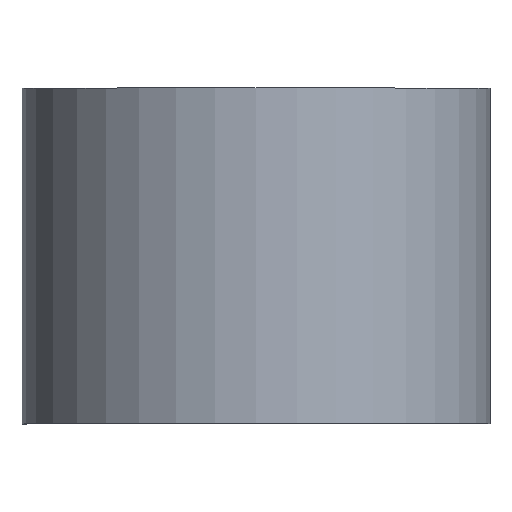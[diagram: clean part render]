
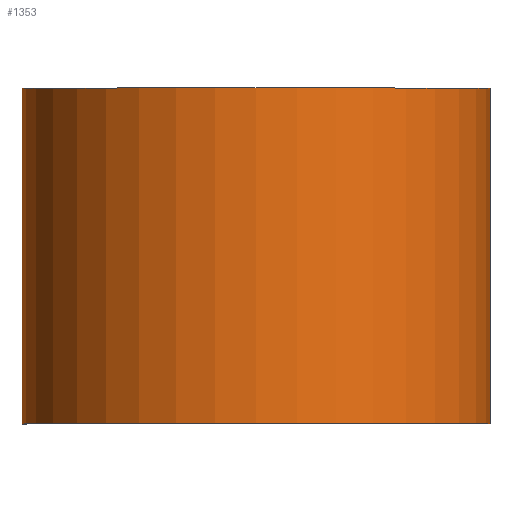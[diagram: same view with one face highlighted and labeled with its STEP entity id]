
A CAD part, top view. The second image highlights one B-rep face of the part: STEP entity #1353.
In plain terms, the highlighted cylindrical face has radius 10.47 mm (diameter 20.94 mm), a partial arc.
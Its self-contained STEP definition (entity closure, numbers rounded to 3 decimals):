
#76 = CARTESIAN_POINT ( 'NONE',  ( -0.09, 15., 0. ) ) ;
#121 = EDGE_CURVE ( 'NONE', #1251, #2373, #1718, .T. ) ;
#229 = CARTESIAN_POINT ( 'NONE',  ( 10.38, 15., 0. ) ) ;
#230 = EDGE_CURVE ( 'NONE', #1263, #688, #2030, .T. ) ;
#242 = AXIS2_PLACEMENT_3D ( 'NONE', #76, #1480, #1506 ) ;
#252 = CARTESIAN_POINT ( 'NONE',  ( -0.09, 15., 0. ) ) ;
#280 = CARTESIAN_POINT ( 'NONE',  ( -10.56, 0., 0. ) ) ;
#320 = AXIS2_PLACEMENT_3D ( 'NONE', #252, #2483, #1865 ) ;
#344 = EDGE_CURVE ( 'NONE', #1263, #1251, #1162, .T. ) ;
#404 = VECTOR ( 'NONE', #1788, 1000. ) ;
#444 = CARTESIAN_POINT ( 'NONE',  ( 10.38, 0., 0. ) ) ;
#496 = ORIENTED_EDGE ( 'NONE', *, *, #344, .T. ) ;
#688 = VERTEX_POINT ( 'NONE', #444 ) ;
#741 = EDGE_LOOP ( 'NONE', ( #2035, #2266, #496, #903 ) ) ;
#761 = AXIS2_PLACEMENT_3D ( 'NONE', #2503, #2281, #1467 ) ;
#903 = ORIENTED_EDGE ( 'NONE', *, *, #121, .T. ) ;
#928 = CYLINDRICAL_SURFACE ( 'NONE', #242, 10.47 ) ;
#1054 = CARTESIAN_POINT ( 'NONE',  ( -10.56, 15., 0. ) ) ;
#1162 = CIRCLE ( 'NONE', #320, 10.47 ) ;
#1178 = CIRCLE ( 'NONE', #761, 10.47 ) ;
#1251 = VERTEX_POINT ( 'NONE', #1054 ) ;
#1263 = VERTEX_POINT ( 'NONE', #1835 ) ;
#1319 = VECTOR ( 'NONE', #2254, 1000. ) ;
#1353 = ADVANCED_FACE ( 'NONE', ( #2103 ), #928, .T. ) ;
#1467 = DIRECTION ( 'NONE',  ( 1., 0., 0. ) ) ;
#1480 = DIRECTION ( 'NONE',  ( 0., -1., 0. ) ) ;
#1506 = DIRECTION ( 'NONE',  ( 0., 0., -1. ) ) ;
#1718 = LINE ( 'NONE', #1910, #1319 ) ;
#1788 = DIRECTION ( 'NONE',  ( 0., -1., 0. ) ) ;
#1801 = EDGE_CURVE ( 'NONE', #688, #2373, #1178, .T. ) ;
#1835 = CARTESIAN_POINT ( 'NONE',  ( 10.38, 15., 0. ) ) ;
#1865 = DIRECTION ( 'NONE',  ( 1., 0., 0. ) ) ;
#1910 = CARTESIAN_POINT ( 'NONE',  ( -10.56, 15., 0. ) ) ;
#2030 = LINE ( 'NONE', #229, #404 ) ;
#2035 = ORIENTED_EDGE ( 'NONE', *, *, #1801, .F. ) ;
#2103 = FACE_OUTER_BOUND ( 'NONE', #741, .T. ) ;
#2254 = DIRECTION ( 'NONE',  ( 0., -1., 0. ) ) ;
#2266 = ORIENTED_EDGE ( 'NONE', *, *, #230, .F. ) ;
#2281 = DIRECTION ( 'NONE',  ( 0., -1., 0. ) ) ;
#2373 = VERTEX_POINT ( 'NONE', #280 ) ;
#2483 = DIRECTION ( 'NONE',  ( 0., -1., 0. ) ) ;
#2503 = CARTESIAN_POINT ( 'NONE',  ( -0.09, 0., 0. ) ) ;
